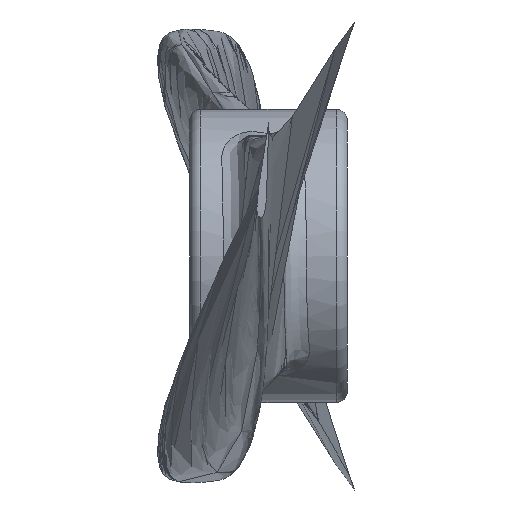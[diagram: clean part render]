
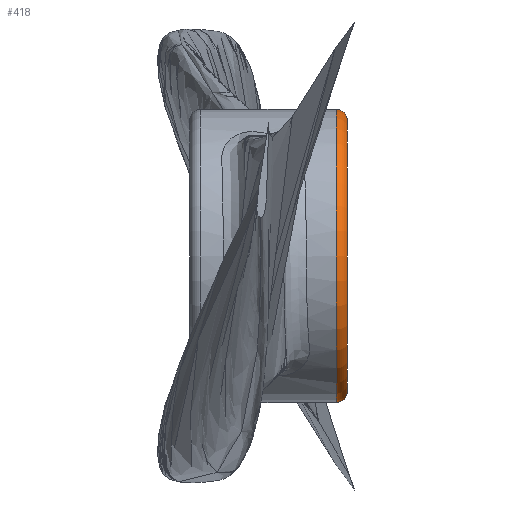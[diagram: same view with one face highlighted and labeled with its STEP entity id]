
A CAD part, left-side view. The second image highlights one B-rep face of the part: STEP entity #418.
In plain terms, the highlighted toroidal (fillet/blend) face has major radius 6 mm and minor radius 0.5 mm.
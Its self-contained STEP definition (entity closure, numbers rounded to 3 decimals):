
#39=CIRCLE('',#461,6.5);
#40=CIRCLE('',#462,0.5);
#41=CIRCLE('',#463,6.);
#42=CIRCLE('',#464,6.5);
#51=TOROIDAL_SURFACE('',#460,6.,0.5);
#56=FACE_OUTER_BOUND('',#76,.T.);
#76=EDGE_LOOP('',(#291,#292,#293,#294,#295));
#165=VERTEX_POINT('',#1036);
#166=VERTEX_POINT('',#1037);
#167=VERTEX_POINT('',#1039);
#220=EDGE_CURVE('',#165,#166,#39,.T.);
#221=EDGE_CURVE('',#166,#167,#40,.T.);
#222=EDGE_CURVE('',#167,#167,#41,.T.);
#223=EDGE_CURVE('',#166,#165,#42,.T.);
#291=ORIENTED_EDGE('',*,*,#220,.T.);
#292=ORIENTED_EDGE('',*,*,#221,.T.);
#293=ORIENTED_EDGE('',*,*,#222,.T.);
#294=ORIENTED_EDGE('',*,*,#221,.F.);
#295=ORIENTED_EDGE('',*,*,#223,.T.);
#418=ADVANCED_FACE('',(#56),#51,.T.);
#460=AXIS2_PLACEMENT_3D('',#1035,#504,#505);
#461=AXIS2_PLACEMENT_3D('',#1038,#506,#507);
#462=AXIS2_PLACEMENT_3D('',#1040,#508,#509);
#463=AXIS2_PLACEMENT_3D('',#1041,#510,#511);
#464=AXIS2_PLACEMENT_3D('',#1042,#512,#513);
#504=DIRECTION('center_axis',(0.,1.,0.));
#505=DIRECTION('ref_axis',(0.,0.,-1.));
#506=DIRECTION('center_axis',(0.,-1.,0.));
#507=DIRECTION('ref_axis',(0.,0.,-1.));
#508=DIRECTION('center_axis',(1.,0.,0.));
#509=DIRECTION('ref_axis',(0.,0.,1.));
#510=DIRECTION('center_axis',(0.,1.,0.));
#511=DIRECTION('ref_axis',(0.,0.,-1.));
#512=DIRECTION('center_axis',(0.,-1.,0.));
#513=DIRECTION('ref_axis',(0.,0.,-1.));
#1035=CARTESIAN_POINT('Origin',(0.,0.5,0.));
#1036=CARTESIAN_POINT('',(0.,0.5,-6.5));
#1037=CARTESIAN_POINT('',(0.,0.5,6.5));
#1038=CARTESIAN_POINT('Origin',(0.,0.5,0.));
#1039=CARTESIAN_POINT('',(0.,0.,6.));
#1040=CARTESIAN_POINT('Origin',(0.,0.5,6.));
#1041=CARTESIAN_POINT('Origin',(0.,0.,0.));
#1042=CARTESIAN_POINT('Origin',(0.,0.5,0.));
